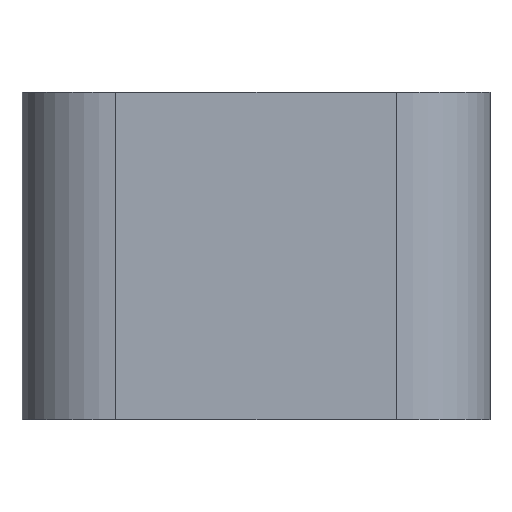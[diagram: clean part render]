
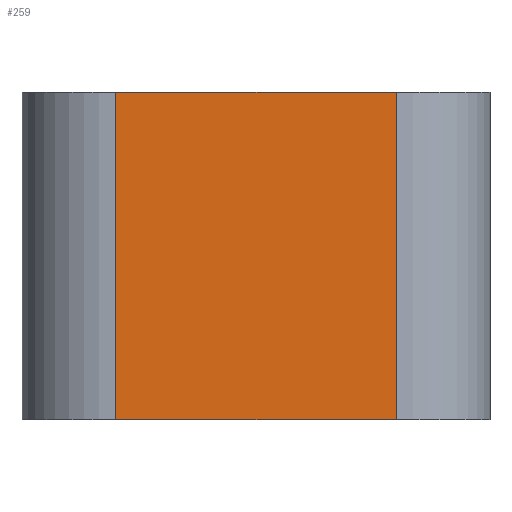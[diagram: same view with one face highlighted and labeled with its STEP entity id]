
A CAD part, left-side view. The second image highlights one B-rep face of the part: STEP entity #259.
In plain terms, the highlighted planar face has unit normal (-1, 0, 0).
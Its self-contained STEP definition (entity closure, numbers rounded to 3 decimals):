
#18=PLANE('',#292);
#29=FACE_OUTER_BOUND('',#44,.T.);
#44=EDGE_LOOP('',(#197,#198,#199,#200));
#57=LINE('',#387,#85);
#59=LINE('',#393,#87);
#67=LINE('',#415,#95);
#68=LINE('',#416,#96);
#85=VECTOR('',#313,10.);
#87=VECTOR('',#319,10.);
#95=VECTOR('',#335,10.);
#96=VECTOR('',#336,10.);
#122=VERTEX_POINT('',#384);
#123=VERTEX_POINT('',#386);
#125=VERTEX_POINT('',#392);
#135=VERTEX_POINT('',#414);
#146=EDGE_CURVE('',#122,#123,#57,.T.);
#149=EDGE_CURVE('',#123,#125,#59,.T.);
#160=EDGE_CURVE('',#135,#122,#67,.T.);
#161=EDGE_CURVE('',#125,#135,#68,.T.);
#197=ORIENTED_EDGE('',*,*,#146,.F.);
#198=ORIENTED_EDGE('',*,*,#160,.F.);
#199=ORIENTED_EDGE('',*,*,#161,.F.);
#200=ORIENTED_EDGE('',*,*,#149,.F.);
#259=ADVANCED_FACE('',(#29),#18,.T.);
#292=AXIS2_PLACEMENT_3D('',#413,#333,#334);
#313=DIRECTION('',(0.,0.,1.));
#319=DIRECTION('',(0.,-1.,0.));
#333=DIRECTION('center_axis',(-1.,0.,0.));
#334=DIRECTION('ref_axis',(0.,1.,0.));
#335=DIRECTION('',(0.,1.,0.));
#336=DIRECTION('',(0.,0.,-1.));
#384=CARTESIAN_POINT('',(10.029,-8.336,-0.482));
#386=CARTESIAN_POINT('',(10.029,-8.336,3.018));
#387=CARTESIAN_POINT('',(10.029,-8.336,3.018));
#392=CARTESIAN_POINT('',(10.029,-11.336,3.018));
#393=CARTESIAN_POINT('',(10.029,-7.336,3.018));
#413=CARTESIAN_POINT('Origin',(10.029,-12.336,3.018));
#414=CARTESIAN_POINT('',(10.029,-11.336,-0.482));
#415=CARTESIAN_POINT('',(10.029,-7.336,-0.482));
#416=CARTESIAN_POINT('',(10.029,-11.336,3.018));
